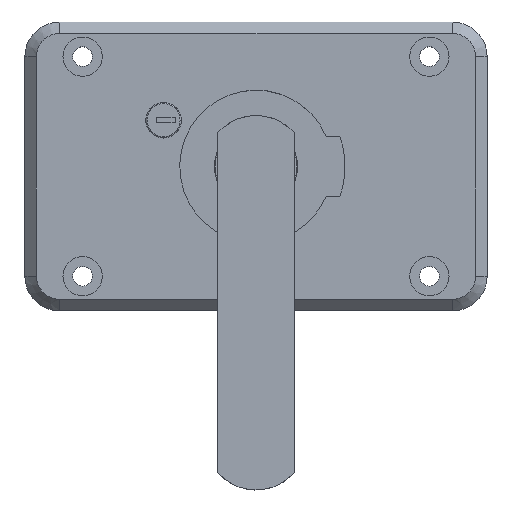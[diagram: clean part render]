
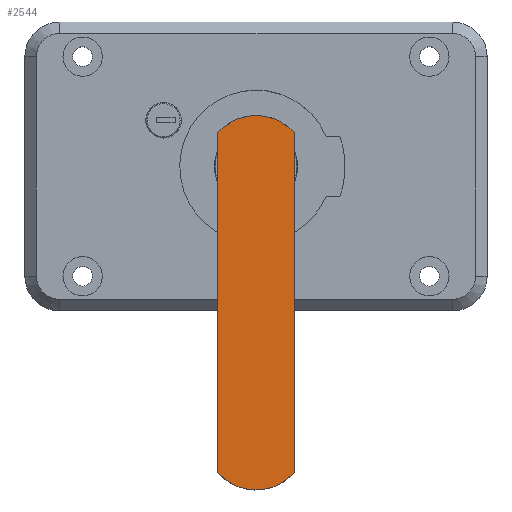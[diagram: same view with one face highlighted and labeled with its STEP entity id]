
A CAD part, top view. The second image highlights one B-rep face of the part: STEP entity #2544.
In plain terms, the highlighted planar face has unit normal (0, 0, 1).
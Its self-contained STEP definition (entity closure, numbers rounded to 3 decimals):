
#2 = AXIS2_PLACEMENT_3D ( 'NONE', #10087, #11016, #3171 ) ;
#471 = EDGE_CURVE ( 'NONE', #1359, #6097, #1938, .T. ) ;
#1359 = VERTEX_POINT ( 'NONE', #9181 ) ;
#1445 = CARTESIAN_POINT ( 'NONE',  ( 0., -118., 13. ) ) ;
#1639 = CARTESIAN_POINT ( 'NONE',  ( -16.5, 14.552, 13. ) ) ;
#1938 = CIRCLE ( 'NONE', #9128, 22. ) ;
#1939 = DIRECTION ( 'NONE',  ( 0., 1., 0. ) ) ;
#2281 = VECTOR ( 'NONE', #10184, 1000. ) ;
#2338 = VERTEX_POINT ( 'NONE', #3879 ) ;
#2544 = ADVANCED_FACE ( 'NONE', ( #6418 ), #9268, .T. ) ;
#2915 = ORIENTED_EDGE ( 'NONE', *, *, #9556, .T. ) ;
#3088 = ORIENTED_EDGE ( 'NONE', *, *, #8299, .T. ) ;
#3171 = DIRECTION ( 'NONE',  ( 1., 0., 0. ) ) ;
#3705 = VERTEX_POINT ( 'NONE', #5286 ) ;
#3879 = CARTESIAN_POINT ( 'NONE',  ( -16.5, -132.552, 13. ) ) ;
#4086 = DIRECTION ( 'NONE',  ( 0., 0., 1. ) ) ;
#4958 = CARTESIAN_POINT ( 'NONE',  ( -16.5, 14.552, 13. ) ) ;
#4964 = DIRECTION ( 'NONE',  ( 1., 0., 0. ) ) ;
#5286 = CARTESIAN_POINT ( 'NONE',  ( 16.5, -132.552, 13. ) ) ;
#5340 = ORIENTED_EDGE ( 'NONE', *, *, #10482, .T. ) ;
#6097 = VERTEX_POINT ( 'NONE', #1639 ) ;
#6418 = FACE_OUTER_BOUND ( 'NONE', #10892, .T. ) ;
#6532 = DIRECTION ( 'NONE',  ( 0., 0., 1. ) ) ;
#7051 = ORIENTED_EDGE ( 'NONE', *, *, #471, .T. ) ;
#7699 = VECTOR ( 'NONE', #1939, 1000. ) ;
#8014 = CARTESIAN_POINT ( 'NONE',  ( 16.5, 14.552, 13. ) ) ;
#8128 = CIRCLE ( 'NONE', #2, 22. ) ;
#8299 = EDGE_CURVE ( 'NONE', #6097, #2338, #11177, .T. ) ;
#9128 = AXIS2_PLACEMENT_3D ( 'NONE', #9292, #4086, #4964 ) ;
#9148 = AXIS2_PLACEMENT_3D ( 'NONE', #1445, #6532, #10130 ) ;
#9181 = CARTESIAN_POINT ( 'NONE',  ( 16.5, 14.552, 13. ) ) ;
#9268 = PLANE ( 'NONE',  #9148 ) ;
#9292 = CARTESIAN_POINT ( 'NONE',  ( 0., 0., 13. ) ) ;
#9469 = LINE ( 'NONE', #8014, #7699 ) ;
#9556 = EDGE_CURVE ( 'NONE', #2338, #3705, #8128, .T. ) ;
#10087 = CARTESIAN_POINT ( 'NONE',  ( 0., -118., 13. ) ) ;
#10130 = DIRECTION ( 'NONE',  ( 1., 0., 0. ) ) ;
#10184 = DIRECTION ( 'NONE',  ( 0., -1., 0. ) ) ;
#10482 = EDGE_CURVE ( 'NONE', #3705, #1359, #9469, .T. ) ;
#10892 = EDGE_LOOP ( 'NONE', ( #2915, #5340, #7051, #3088 ) ) ;
#11016 = DIRECTION ( 'NONE',  ( 0., 0., 1. ) ) ;
#11177 = LINE ( 'NONE', #4958, #2281 ) ;
